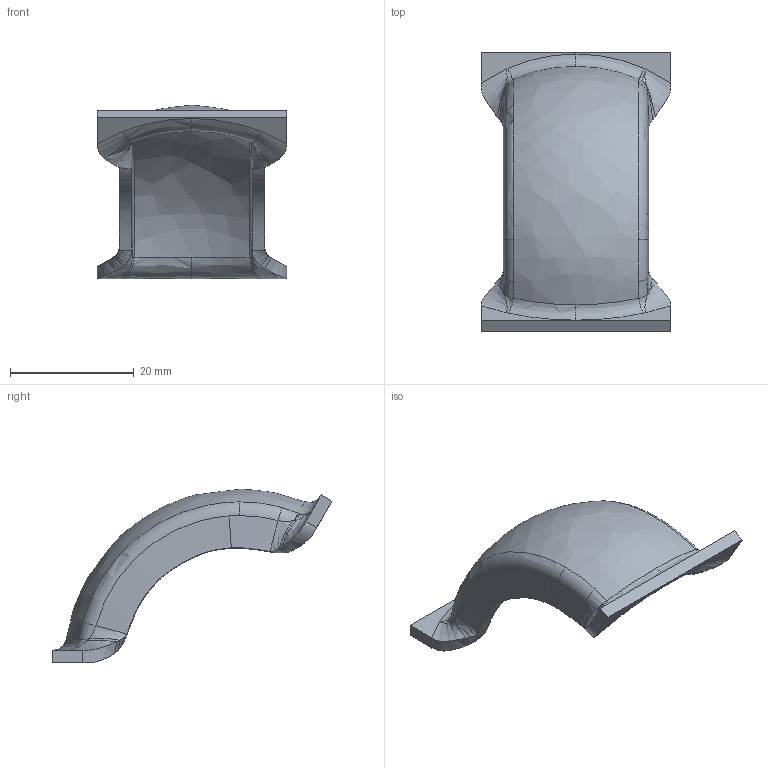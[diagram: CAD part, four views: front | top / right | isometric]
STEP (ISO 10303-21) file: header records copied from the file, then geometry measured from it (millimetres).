
FILE_DESCRIPTION(('CATIA V5 STEP Exchange'),'2;1');
FILE_NAME('Part2.stp','2019-08-12T17:32:20+00:00',('none'),('none'),'CATIA Version 5 Release 20 GA (IN-10)','CATIA V5 STEP AP203','none');
FILE_SCHEMA(('CONFIG_CONTROL_DESIGN'));
Length unit declared in the file: millimetre
Products named in the file (1): Part2
Bounding box: 30.65 x 45.14 x 28.03 mm (x, y, z)
Volume: 3806.1 mm3; surface area: 4163.2 mm2
Topology: 1 solids, 1 shells, 88 faces, 387 edges, 299 vertices
Faces by surface type: bspline 62, plane 10, cone 8, torus 8
Entity records: 10721 total; most frequent: CARTESIAN_POINT 8378, ORIENTED_EDGE 770, EDGE_CURVE 385, B_SPLINE_CURVE_WITH_KNOTS 319, VERTEX_POINT 299, DIRECTION 88, ADVANCED_FACE 88, EDGE_LOOP 88
